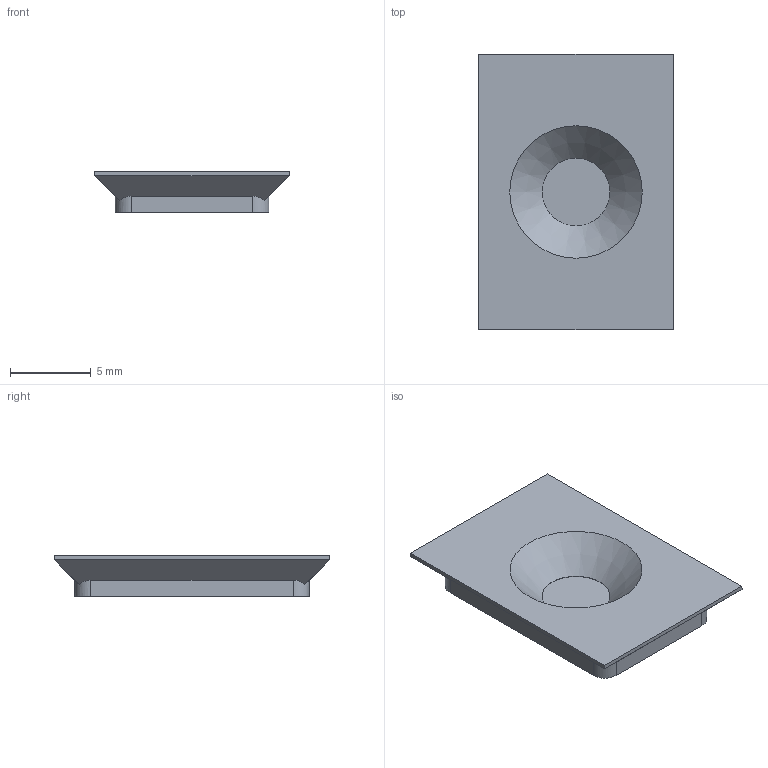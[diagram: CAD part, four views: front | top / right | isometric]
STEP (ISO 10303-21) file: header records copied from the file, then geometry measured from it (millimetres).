
FILE_DESCRIPTION(('FreeCAD Model'),'2;1');
FILE_NAME('Open CASCADE Shape Model','2025-10-21T19:01:23',('Author'),( ''),'Open CASCADE STEP processor 7.8','FreeCAD','Unknown');
FILE_SCHEMA(('AUTOMOTIVE_DESIGN { 1 0 10303 214 1 1 1 1 }'));
Length unit declared in the file: millimetre
Products named in the file (3): Taste_Plus; Taste; Figure
Assembly tree (2 placements, depth 2):
  Taste_Plus
    Taste
    Figure
Bounding box: 12 x 17 x 2.5 mm (x, y, z)
Volume: 338.2 mm3; surface area: 571.3 mm2
Topology: 2 solids, 2 shells, 48 faces, 121 edges, 79 vertices
Faces by surface type: plane 42, cylinder 5, cone 1
Full cylindrical faces by diameter (mm): 4.2 x1
Entity records: 1486 total; most frequent: CARTESIAN_POINT 251, ORIENTED_EDGE 242, DIRECTION 238, EDGE_CURVE 121, LINE 106, VECTOR 106, VERTEX_POINT 79, AXIS2_PLACEMENT_3D 66
